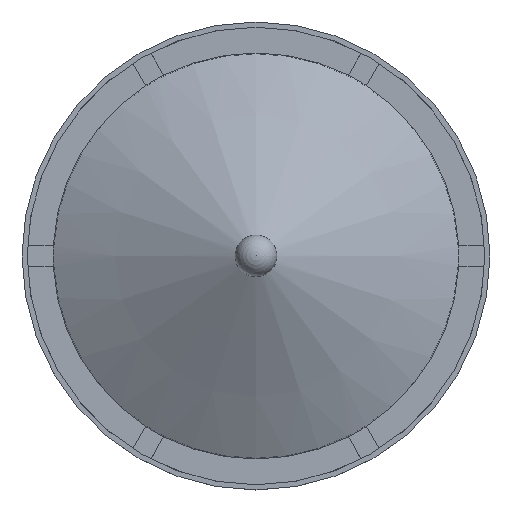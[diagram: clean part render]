
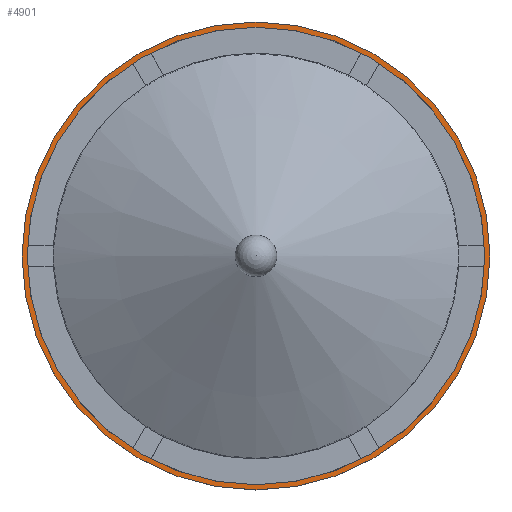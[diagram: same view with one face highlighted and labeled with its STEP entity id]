
A CAD part, top view. The second image highlights one B-rep face of the part: STEP entity #4901.
In plain terms, the highlighted planar face has unit normal (0, 0, 1).
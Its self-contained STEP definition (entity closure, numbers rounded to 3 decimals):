
#3442 = CYLINDRICAL_SURFACE('',#3443,88.);
#3443 = AXIS2_PLACEMENT_3D('',#3444,#3445,#3446);
#3444 = CARTESIAN_POINT('',(0.,0.,0.));
#3445 = DIRECTION('',(-0.,-0.,-1.));
#3446 = DIRECTION('',(1.,0.,0.));
#4664 = CYLINDRICAL_SURFACE('',#4665,90.);
#4665 = AXIS2_PLACEMENT_3D('',#4666,#4667,#4668);
#4666 = CARTESIAN_POINT('',(0.,0.,0.));
#4667 = DIRECTION('',(-0.,-0.,-1.));
#4668 = DIRECTION('',(1.,0.,0.));
#4754 = VERTEX_POINT('',#4755);
#4755 = CARTESIAN_POINT('',(88.,0.,5.));
#4776 = EDGE_CURVE('',#4754,#4754,#4777,.T.);
#4777 = SURFACE_CURVE('',#4778,(#4783,#4790),.PCURVE_S1.);
#4778 = CIRCLE('',#4779,88.);
#4779 = AXIS2_PLACEMENT_3D('',#4780,#4781,#4782);
#4780 = CARTESIAN_POINT('',(0.,0.,5.));
#4781 = DIRECTION('',(0.,0.,1.));
#4782 = DIRECTION('',(1.,0.,0.));
#4783 = PCURVE('',#3442,#4784);
#4784 = DEFINITIONAL_REPRESENTATION('',(#4785),#4789);
#4785 = LINE('',#4786,#4787);
#4786 = CARTESIAN_POINT('',(-0.,-5.));
#4787 = VECTOR('',#4788,1.);
#4788 = DIRECTION('',(-1.,0.));
#4789 = ( GEOMETRIC_REPRESENTATION_CONTEXT(2) 
PARAMETRIC_REPRESENTATION_CONTEXT() REPRESENTATION_CONTEXT('2D SPACE',''
  ) );
#4790 = PCURVE('',#4791,#4796);
#4791 = PLANE('',#4792);
#4792 = AXIS2_PLACEMENT_3D('',#4793,#4794,#4795);
#4793 = CARTESIAN_POINT('',(0.,0.,5.));
#4794 = DIRECTION('',(0.,0.,1.));
#4795 = DIRECTION('',(1.,0.,0.));
#4796 = DEFINITIONAL_REPRESENTATION('',(#4797),#4801);
#4797 = CIRCLE('',#4798,88.);
#4798 = AXIS2_PLACEMENT_2D('',#4799,#4800);
#4799 = CARTESIAN_POINT('',(0.,0.));
#4800 = DIRECTION('',(1.,0.));
#4801 = ( GEOMETRIC_REPRESENTATION_CONTEXT(2) 
PARAMETRIC_REPRESENTATION_CONTEXT() REPRESENTATION_CONTEXT('2D SPACE',''
  ) );
#4820 = EDGE_CURVE('',#4821,#4821,#4823,.T.);
#4821 = VERTEX_POINT('',#4822);
#4822 = CARTESIAN_POINT('',(90.,0.,5.));
#4823 = SURFACE_CURVE('',#4824,(#4829,#4836),.PCURVE_S1.);
#4824 = CIRCLE('',#4825,90.);
#4825 = AXIS2_PLACEMENT_3D('',#4826,#4827,#4828);
#4826 = CARTESIAN_POINT('',(0.,0.,5.));
#4827 = DIRECTION('',(0.,0.,1.));
#4828 = DIRECTION('',(1.,0.,0.));
#4829 = PCURVE('',#4664,#4830);
#4830 = DEFINITIONAL_REPRESENTATION('',(#4831),#4835);
#4831 = LINE('',#4832,#4833);
#4832 = CARTESIAN_POINT('',(-0.,-5.));
#4833 = VECTOR('',#4834,1.);
#4834 = DIRECTION('',(-1.,0.));
#4835 = ( GEOMETRIC_REPRESENTATION_CONTEXT(2) 
PARAMETRIC_REPRESENTATION_CONTEXT() REPRESENTATION_CONTEXT('2D SPACE',''
  ) );
#4836 = PCURVE('',#4791,#4837);
#4837 = DEFINITIONAL_REPRESENTATION('',(#4838),#4842);
#4838 = CIRCLE('',#4839,90.);
#4839 = AXIS2_PLACEMENT_2D('',#4840,#4841);
#4840 = CARTESIAN_POINT('',(0.,0.));
#4841 = DIRECTION('',(1.,0.));
#4842 = ( GEOMETRIC_REPRESENTATION_CONTEXT(2) 
PARAMETRIC_REPRESENTATION_CONTEXT() REPRESENTATION_CONTEXT('2D SPACE',''
  ) );
#4901 = ADVANCED_FACE('',(#4902,#4905),#4791,.T.);
#4902 = FACE_BOUND('',#4903,.T.);
#4903 = EDGE_LOOP('',(#4904));
#4904 = ORIENTED_EDGE('',*,*,#4820,.T.);
#4905 = FACE_BOUND('',#4906,.T.);
#4906 = EDGE_LOOP('',(#4907));
#4907 = ORIENTED_EDGE('',*,*,#4776,.F.);
